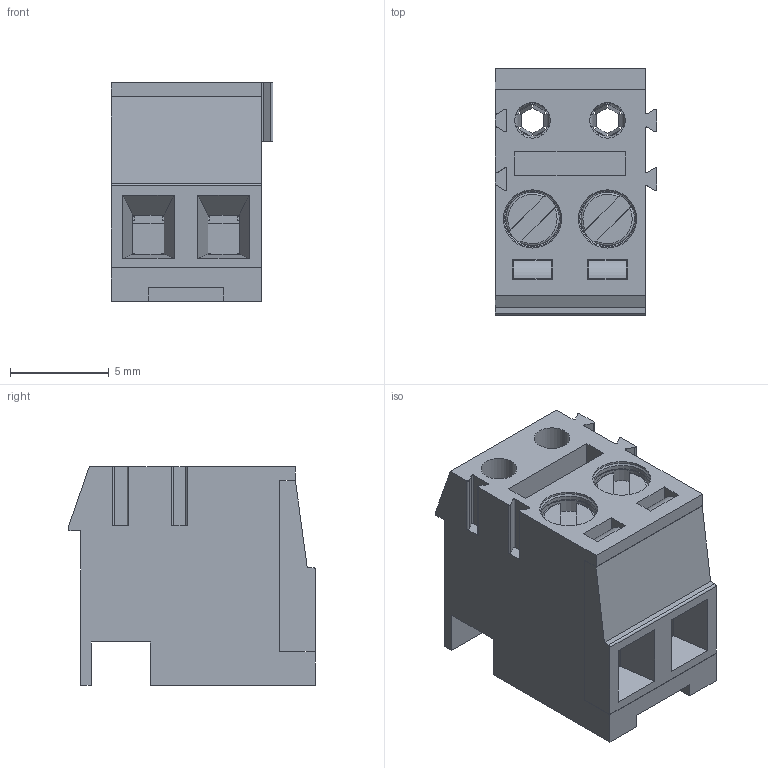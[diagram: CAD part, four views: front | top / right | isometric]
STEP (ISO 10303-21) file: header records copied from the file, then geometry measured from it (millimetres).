
FILE_DESCRIPTION(/* description */ ('Unknown'),/* implementation_level */ '2;1');
FILE_NAME(/* name */ '691316310002',/* time_stamp */ '2023-01-06T15:54:11+01:00',/* author */ ('Unknown'),/* organization */ ('Unknown'),/* preprocessor_version */ 'ST-DEVELOPER v18.102',/* originating_system */ 'Solid Edge',/* authorisation */ 'Unknown');
FILE_SCHEMA (('AUTOMOTIVE_DESIGN {1 0 10303 214 3 1 1}'));
Length unit declared in the file: millimetre
Products named in the file (6): 6913163100xx; 691316310002_Housing; 691316310002_Hood; 6913163100xx_Contact; 6913163100xx_Clamp; VIS -- M2 x 4,75-0,8
Assembly tree (8 placements, depth 2):
  6913163100xx
    691316310002_Housing
    691316310002_Hood
    6913163100xx_Contact  x2
    6913163100xx_Clamp  x2
    VIS -- M2 x 4,75-0,8  x2
Bounding box: 8.22 x 12.5 x 11.1 mm (x, y, z)
Volume: 639.8 mm3; surface area: 1808 mm2
Topology: 8 solids, 8 shells, 653 faces, 1790 edges, 1154 vertices
Faces by surface type: plane 398, cylinder 223, torus 24, cone 8
Full cylindrical faces by diameter (mm): 1.598 x2, 1.8 x4, 1.9 x4, 2 x2, 2.7 x2, 2.83 x2, 2.95 x4
Entity records: 13454 total; most frequent: CARTESIAN_POINT 2388, ORIENTED_EDGE 2254, DIRECTION 2232, EDGE_CURVE 1127, LINE 826, VECTOR 826, VERTEX_POINT 743, AXIS2_PLACEMENT_3D 703
